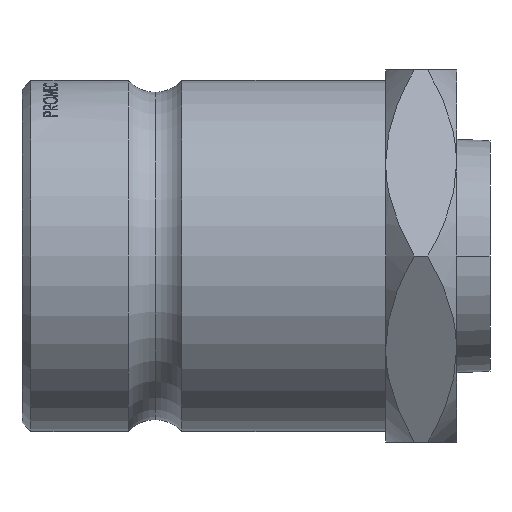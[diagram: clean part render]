
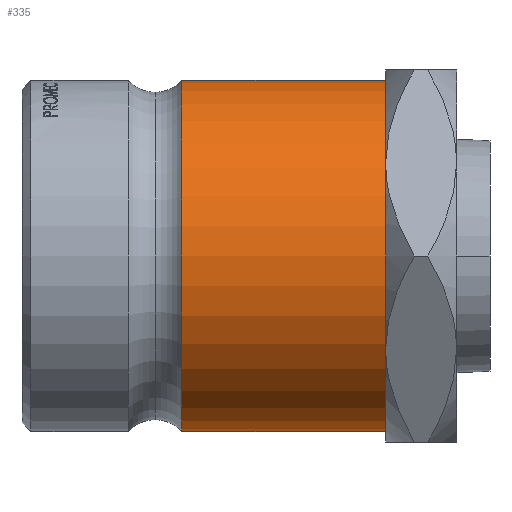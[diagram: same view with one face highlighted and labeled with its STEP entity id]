
A CAD part, front view. The second image highlights one B-rep face of the part: STEP entity #335.
In plain terms, the highlighted cylindrical face has radius 9.9 mm (diameter 19.8 mm), a partial arc.
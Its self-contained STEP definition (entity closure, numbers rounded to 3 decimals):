
#18 = EDGE_CURVE ( 'NONE', #2010, #3186, #514, .T. ) ;
#109 = CARTESIAN_POINT ( 'NONE',  ( 0., 0., -9.9 ) ) ;
#129 = DIRECTION ( 'NONE',  ( -1., 0., 0. ) ) ;
#146 = VECTOR ( 'NONE', #4271, 1000. ) ;
#205 = FACE_OUTER_BOUND ( 'NONE', #4596, .T. ) ;
#245 = ORIENTED_EDGE ( 'NONE', *, *, #18, .F. ) ;
#335 = ADVANCED_FACE ( 'NONE', ( #205 ), #4624, .T. ) ;
#442 = ORIENTED_EDGE ( 'NONE', *, *, #1833, .T. ) ;
#514 = LINE ( 'NONE', #109, #4606 ) ;
#554 = CARTESIAN_POINT ( 'NONE',  ( 0., 0., 0. ) ) ;
#862 = EDGE_CURVE ( 'NONE', #2010, #1408, #1944, .T. ) ;
#989 = AXIS2_PLACEMENT_3D ( 'NONE', #554, #129, #2191 ) ;
#1063 = VERTEX_POINT ( 'NONE', #2038 ) ;
#1134 = CARTESIAN_POINT ( 'NONE',  ( 20.5, 0., -9.9 ) ) ;
#1408 = VERTEX_POINT ( 'NONE', #1810 ) ;
#1583 = DIRECTION ( 'NONE',  ( 0., 0., 1. ) ) ;
#1599 = AXIS2_PLACEMENT_3D ( 'NONE', #3189, #2815, #1583 ) ;
#1749 = DIRECTION ( 'NONE',  ( -1., 0., 0. ) ) ;
#1810 = CARTESIAN_POINT ( 'NONE',  ( 20.5, 0., 9.9 ) ) ;
#1833 = EDGE_CURVE ( 'NONE', #1408, #1063, #2176, .T. ) ;
#1944 = CIRCLE ( 'NONE', #1599, 9.9 ) ;
#2010 = VERTEX_POINT ( 'NONE', #1134 ) ;
#2038 = CARTESIAN_POINT ( 'NONE',  ( 9., 0., 9.9 ) ) ;
#2176 = LINE ( 'NONE', #3842, #146 ) ;
#2191 = DIRECTION ( 'NONE',  ( 0., 0., 1. ) ) ;
#2630 = AXIS2_PLACEMENT_3D ( 'NONE', #4399, #4453, #3585 ) ;
#2723 = ORIENTED_EDGE ( 'NONE', *, *, #3810, .F. ) ;
#2815 = DIRECTION ( 'NONE',  ( -1., 0., 0. ) ) ;
#3186 = VERTEX_POINT ( 'NONE', #4325 ) ;
#3189 = CARTESIAN_POINT ( 'NONE',  ( 20.5, 0., 0. ) ) ;
#3585 = DIRECTION ( 'NONE',  ( 0., 0., 1. ) ) ;
#3722 = ORIENTED_EDGE ( 'NONE', *, *, #862, .T. ) ;
#3810 = EDGE_CURVE ( 'NONE', #3186, #1063, #4962, .T. ) ;
#3842 = CARTESIAN_POINT ( 'NONE',  ( 0., 0., 9.9 ) ) ;
#4271 = DIRECTION ( 'NONE',  ( -1., 0., 0. ) ) ;
#4325 = CARTESIAN_POINT ( 'NONE',  ( 9., 0., -9.9 ) ) ;
#4399 = CARTESIAN_POINT ( 'NONE',  ( 9., 0., 0. ) ) ;
#4453 = DIRECTION ( 'NONE',  ( -1., 0., 0. ) ) ;
#4596 = EDGE_LOOP ( 'NONE', ( #245, #3722, #442, #2723 ) ) ;
#4606 = VECTOR ( 'NONE', #1749, 1000. ) ;
#4624 = CYLINDRICAL_SURFACE ( 'NONE', #989, 9.9 ) ;
#4962 = CIRCLE ( 'NONE', #2630, 9.9 ) ;
